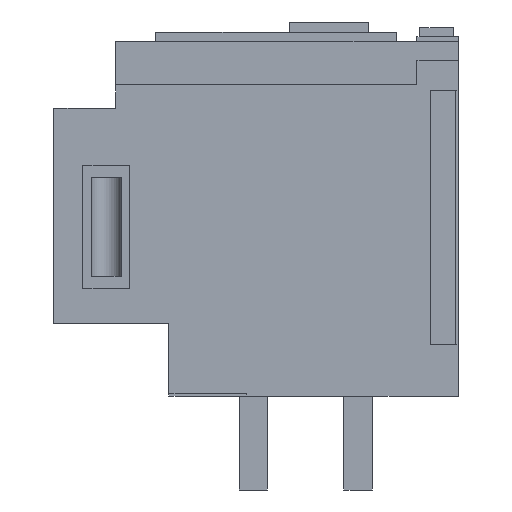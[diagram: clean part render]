
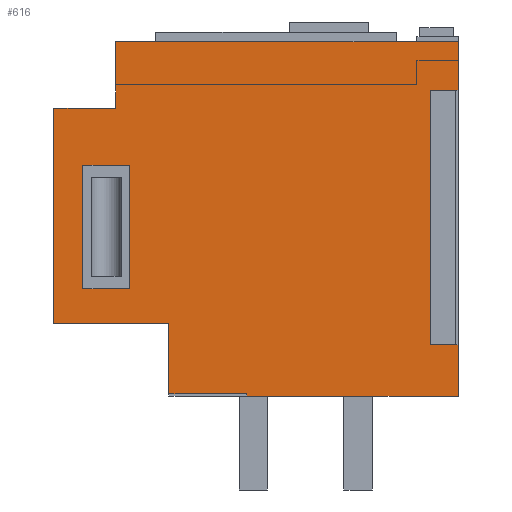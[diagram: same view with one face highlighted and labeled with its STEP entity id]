
A CAD part, left-side view. The second image highlights one B-rep face of the part: STEP entity #616.
In plain terms, the highlighted planar face has unit normal (-1, 0, 0).
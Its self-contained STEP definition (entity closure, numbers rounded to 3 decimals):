
#105=FACE_BOUND('',#1212,.T.);
#106=FACE_BOUND('',#1213,.T.);
#107=FACE_BOUND('',#1214,.T.);
#616=ADVANCED_FACE('',(#105,#106,#107),#806,.F.);
#806=PLANE('',#4845);
#1212=EDGE_LOOP('',(#1787,#1788,#1789,#1790,#1791,#1792,#1793,#1794,#1795,
#1796));
#1213=EDGE_LOOP('',(#1797,#1798,#1799,#1800));
#1214=EDGE_LOOP('',(#1801,#1802,#1803,#1804));
#1787=ORIENTED_EDGE('',*,*,#3462,.T.);
#1788=ORIENTED_EDGE('',*,*,#3463,.F.);
#1789=ORIENTED_EDGE('',*,*,#3227,.F.);
#1790=ORIENTED_EDGE('',*,*,#3464,.F.);
#1791=ORIENTED_EDGE('',*,*,#3229,.T.);
#1792=ORIENTED_EDGE('',*,*,#3465,.T.);
#1793=ORIENTED_EDGE('',*,*,#3466,.F.);
#1794=ORIENTED_EDGE('',*,*,#3467,.F.);
#1795=ORIENTED_EDGE('',*,*,#3468,.F.);
#1796=ORIENTED_EDGE('',*,*,#3469,.F.);
#1797=ORIENTED_EDGE('',*,*,#3470,.T.);
#1798=ORIENTED_EDGE('',*,*,#3471,.T.);
#1799=ORIENTED_EDGE('',*,*,#3472,.F.);
#1800=ORIENTED_EDGE('',*,*,#3473,.F.);
#1801=ORIENTED_EDGE('',*,*,#3474,.F.);
#1802=ORIENTED_EDGE('',*,*,#3475,.F.);
#1803=ORIENTED_EDGE('',*,*,#3476,.F.);
#1804=ORIENTED_EDGE('',*,*,#3477,.F.);
#2795=VERTEX_POINT('',#6514);
#2796=VERTEX_POINT('',#6516);
#2797=VERTEX_POINT('',#6520);
#2798=VERTEX_POINT('',#6521);
#3025=VERTEX_POINT('',#7030);
#3026=VERTEX_POINT('',#7031);
#3027=VERTEX_POINT('',#7035);
#3028=VERTEX_POINT('',#7037);
#3029=VERTEX_POINT('',#7039);
#3030=VERTEX_POINT('',#7041);
#3031=VERTEX_POINT('',#7044);
#3032=VERTEX_POINT('',#7045);
#3033=VERTEX_POINT('',#7047);
#3034=VERTEX_POINT('',#7049);
#3035=VERTEX_POINT('',#7052);
#3036=VERTEX_POINT('',#7053);
#3037=VERTEX_POINT('',#7055);
#3038=VERTEX_POINT('',#7057);
#3227=EDGE_CURVE('',#2795,#2796,#3853,.T.);
#3229=EDGE_CURVE('',#2797,#2798,#3855,.T.);
#3462=EDGE_CURVE('',#3025,#3026,#3998,.T.);
#3463=EDGE_CURVE('',#2796,#3026,#3999,.T.);
#3464=EDGE_CURVE('',#2797,#2795,#4000,.T.);
#3465=EDGE_CURVE('',#2798,#3027,#4001,.T.);
#3466=EDGE_CURVE('',#3028,#3027,#4002,.T.);
#3467=EDGE_CURVE('',#3029,#3028,#4003,.T.);
#3468=EDGE_CURVE('',#3030,#3029,#4004,.T.);
#3469=EDGE_CURVE('',#3025,#3030,#4005,.T.);
#3470=EDGE_CURVE('',#3031,#3032,#4006,.T.);
#3471=EDGE_CURVE('',#3032,#3033,#4007,.T.);
#3472=EDGE_CURVE('',#3034,#3033,#4008,.T.);
#3473=EDGE_CURVE('',#3031,#3034,#4009,.T.);
#3474=EDGE_CURVE('',#3035,#3036,#4010,.T.);
#3475=EDGE_CURVE('',#3037,#3035,#4011,.T.);
#3476=EDGE_CURVE('',#3038,#3037,#4012,.T.);
#3477=EDGE_CURVE('',#3036,#3038,#4013,.T.);
#3853=LINE('',#6515,#4279);
#3855=LINE('',#6519,#4281);
#3998=LINE('',#7029,#4424);
#3999=LINE('',#7032,#4425);
#4000=LINE('',#7033,#4426);
#4001=LINE('',#7034,#4427);
#4002=LINE('',#7036,#4428);
#4003=LINE('',#7038,#4429);
#4004=LINE('',#7040,#4430);
#4005=LINE('',#7042,#4431);
#4006=LINE('',#7043,#4432);
#4007=LINE('',#7046,#4433);
#4008=LINE('',#7048,#4434);
#4009=LINE('',#7050,#4435);
#4010=LINE('',#7051,#4436);
#4011=LINE('',#7054,#4437);
#4012=LINE('',#7056,#4438);
#4013=LINE('',#7058,#4439);
#4279=VECTOR('',#5191,1.);
#4281=VECTOR('',#5195,1.);
#4424=VECTOR('',#5616,1.);
#4425=VECTOR('',#5617,1.);
#4426=VECTOR('',#5618,1.);
#4427=VECTOR('',#5619,1.);
#4428=VECTOR('',#5620,1.);
#4429=VECTOR('',#5621,1.);
#4430=VECTOR('',#5622,1.);
#4431=VECTOR('',#5623,1.);
#4432=VECTOR('',#5624,1.);
#4433=VECTOR('',#5625,1.);
#4434=VECTOR('',#5626,1.);
#4435=VECTOR('',#5627,1.);
#4436=VECTOR('',#5628,1.);
#4437=VECTOR('',#5629,1.);
#4438=VECTOR('',#5630,1.);
#4439=VECTOR('',#5631,1.);
#4845=AXIS2_PLACEMENT_3D('',#7059,#5632,#5633);
#5191=DIRECTION('',(0.,1.,0.));
#5195=DIRECTION('',(0.,-1.,0.));
#5616=DIRECTION('',(0.,-1.,0.));
#5617=DIRECTION('',(0.,0.,1.));
#5618=DIRECTION('',(0.,0.,1.));
#5619=DIRECTION('',(0.,0.,1.));
#5620=DIRECTION('',(0.,-1.,0.));
#5621=DIRECTION('',(0.,0.,1.));
#5622=DIRECTION('',(0.,-1.,0.));
#5623=DIRECTION('',(0.,0.,1.));
#5624=DIRECTION('',(0.,1.,0.));
#5625=DIRECTION('',(0.,0.,1.));
#5626=DIRECTION('',(0.,1.,0.));
#5627=DIRECTION('',(0.,0.,1.));
#5628=DIRECTION('',(0.,-1.,0.));
#5629=DIRECTION('',(0.,0.,-1.));
#5630=DIRECTION('',(0.,1.,0.));
#5631=DIRECTION('',(0.,0.,1.));
#5632=DIRECTION('',(1.,0.,0.));
#5633=DIRECTION('',(0.,0.,-1.));
#6514=CARTESIAN_POINT('',(-330.,226.,-148.5));
#6515=CARTESIAN_POINT('',(-330.,0.,-148.5));
#6516=CARTESIAN_POINT('',(-330.,309.,-148.5));
#6519=CARTESIAN_POINT('',(-330.,226.,-151.5));
#6520=CARTESIAN_POINT('',(-330.,226.,-151.5));
#6521=CARTESIAN_POINT('',(-330.,0.,-151.5));
#7029=CARTESIAN_POINT('',(-330.,0.,-73.3));
#7030=CARTESIAN_POINT('',(-330.,432.,-73.3));
#7031=CARTESIAN_POINT('',(-330.,309.,-73.3));
#7032=CARTESIAN_POINT('',(-330.,309.,-73.3));
#7033=CARTESIAN_POINT('',(-330.,226.,-151.5));
#7034=CARTESIAN_POINT('',(-330.,0.,-122.5));
#7035=CARTESIAN_POINT('',(-330.,0.,227.5));
#7036=CARTESIAN_POINT('',(-330.,0.,227.5));
#7037=CARTESIAN_POINT('',(-330.,366.,227.5));
#7038=CARTESIAN_POINT('',(-330.,366.,156.5));
#7039=CARTESIAN_POINT('',(-330.,366.,156.5));
#7040=CARTESIAN_POINT('',(-330.,0.,156.5));
#7041=CARTESIAN_POINT('',(-330.,432.,156.5));
#7042=CARTESIAN_POINT('',(-330.,432.,-122.5));
#7043=CARTESIAN_POINT('',(-330.,30.,-96.5));
#7044=CARTESIAN_POINT('',(-330.,3.,-96.5));
#7045=CARTESIAN_POINT('',(-330.,30.,-96.5));
#7046=CARTESIAN_POINT('',(-330.,30.,-96.5));
#7047=CARTESIAN_POINT('',(-330.,30.,175.5));
#7048=CARTESIAN_POINT('',(-330.,30.,175.5));
#7049=CARTESIAN_POINT('',(-330.,3.,175.5));
#7050=CARTESIAN_POINT('',(-330.,3.,-96.5));
#7051=CARTESIAN_POINT('',(-330.,371.,-36.3));
#7052=CARTESIAN_POINT('',(-330.,401.,-36.3));
#7053=CARTESIAN_POINT('',(-330.,351.,-36.3));
#7054=CARTESIAN_POINT('',(-330.,401.,-36.3));
#7055=CARTESIAN_POINT('',(-330.,401.,95.7));
#7056=CARTESIAN_POINT('',(-330.,371.,95.7));
#7057=CARTESIAN_POINT('',(-330.,351.,95.7));
#7058=CARTESIAN_POINT('',(-330.,351.,-36.3));
#7059=CARTESIAN_POINT('',(-330.,0.,-122.5));
